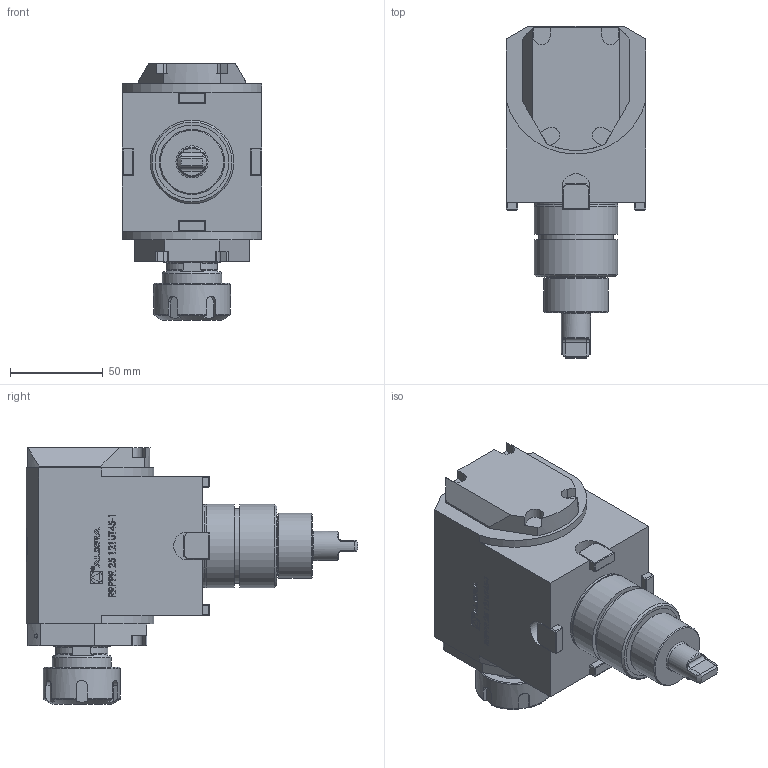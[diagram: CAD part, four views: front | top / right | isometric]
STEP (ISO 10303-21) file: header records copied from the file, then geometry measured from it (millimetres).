
FILE_DESCRIPTION (( 'STEP AP214' ), '1' );
FILE_NAME ('RRPPR25121UT45-1.STEP', '2026-01-28T07:27:02', ( '' ), ( '' ), 'SwSTEP 2.0', 'SolidWorks 2023', '' );
FILE_SCHEMA (( 'AUTOMOTIVE_DESIGN' ));
Length unit declared in the file: millimetre
Products named in the file (1): RRPPR25121UT45-1
Bounding box: 75 x 178.7 x 138.38 mm (x, y, z)
Volume: 759629.7 mm3; surface area: 63100 mm2
Topology: 1 solids, 1 shells, 637 faces, 1704 edges, 1103 vertices
Faces by surface type: plane 447, cylinder 86, bspline 71, cone 20, torus 13
Full cylindrical faces by diameter (mm): 1.7 x1, 2.1 x1, 6.366 x1, 15.7 x1, 28 x1, 32 x1, 35 x1, 40.2 x1, 41.5 x1, 44.6 x1, 45 x2
Entity records: 27473 total; most frequent: CARTESIAN_POINT 8834, ORIENTED_EDGE 3344, DIRECTION 2750, EDGE_CURVE 1672, VECTOR 1216, LINE 1216, VERTEX_POINT 1093, AXIS2_PLACEMENT_3D 767
